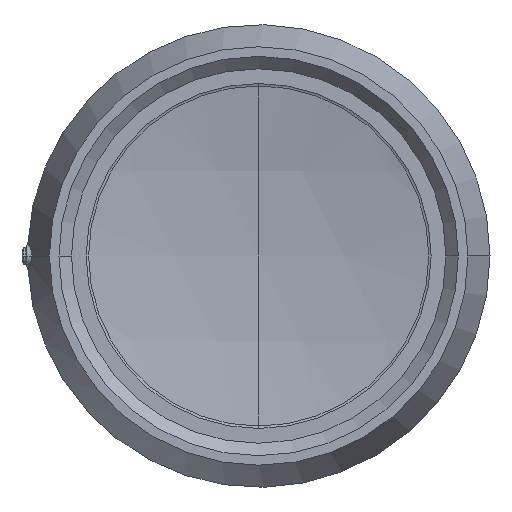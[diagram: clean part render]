
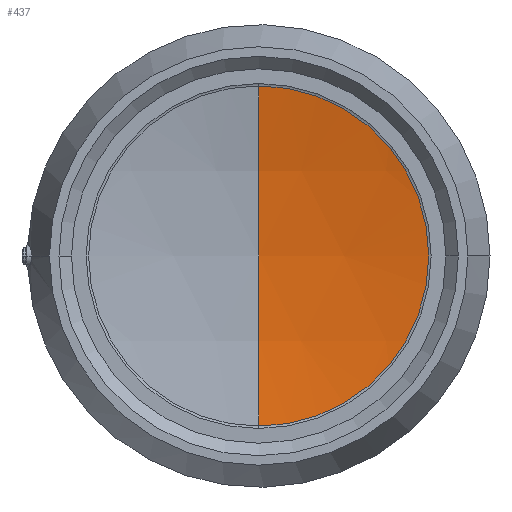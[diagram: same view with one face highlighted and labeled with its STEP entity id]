
A CAD part, left-side view. The second image highlights one B-rep face of the part: STEP entity #437.
In plain terms, the highlighted spherical face has radius 678.003 mm.
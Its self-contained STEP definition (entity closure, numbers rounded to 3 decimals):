
#437 = ADVANCED_FACE( '', ( #1084 ), #1085, .F. );
#599 = EDGE_CURVE( '', #829, #769, #1265, .T. );
#769 = VERTEX_POINT( '', #1457 );
#829 = VERTEX_POINT( '', #1525 );
#879 = EDGE_CURVE( '', #829, #769, #1582, .T. );
#1084 = FACE_OUTER_BOUND( '', #1843, .T. );
#1085 = SPHERICAL_SURFACE( '', #1844, 678.003 );
#1265 = CIRCLE( '', #2189, 678.003 );
#1457 = CARTESIAN_POINT( '', ( 129.778, 0., 127.201 ) );
#1525 = CARTESIAN_POINT( '', ( 129.778, 0., -127.201 ) );
#1582 = CIRCLE( '', #2879, 127.201 );
#1843 = EDGE_LOOP( '', ( #3133, #3134 ) );
#1844 = AXIS2_PLACEMENT_3D( '', #3135, #3136, #3137 );
#2189 = AXIS2_PLACEMENT_3D( '', #3355, #3356, #3357 );
#2879 = AXIS2_PLACEMENT_3D( '', #3747, #3748, #3749 );
#3133 = ORIENTED_EDGE( '', *, *, #599, .F. );
#3134 = ORIENTED_EDGE( '', *, *, #879, .T. );
#3135 = CARTESIAN_POINT( '', ( -536.187, 0., 0. ) );
#3136 = DIRECTION( '', ( 0., 0., 1. ) );
#3137 = DIRECTION( '', ( 1., 0., 0. ) );
#3355 = CARTESIAN_POINT( '', ( -536.187, 0., 0. ) );
#3356 = DIRECTION( '', ( 0., -1., 0. ) );
#3357 = DIRECTION( '', ( 0., 0., -1. ) );
#3747 = CARTESIAN_POINT( '', ( 129.778, 0., 0. ) );
#3748 = DIRECTION( '', ( -1., 0., 0. ) );
#3749 = DIRECTION( '', ( 0., 1., 0. ) );
